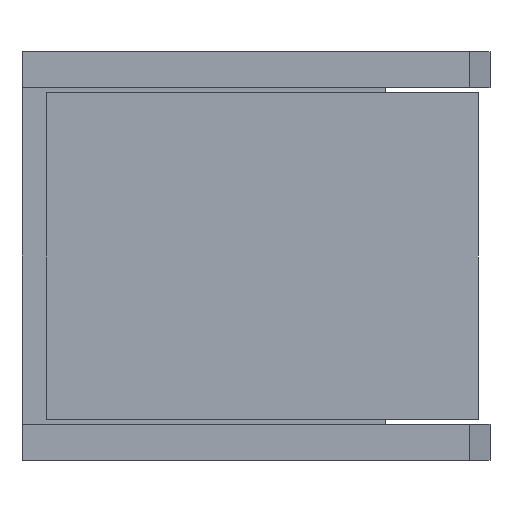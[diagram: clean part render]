
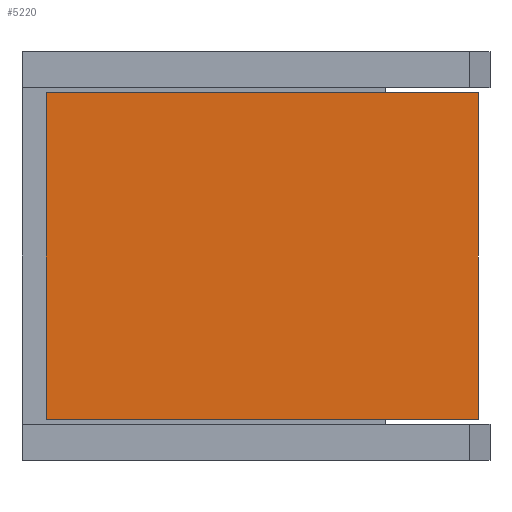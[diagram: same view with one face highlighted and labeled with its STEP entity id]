
A CAD part, front view. The second image highlights one B-rep face of the part: STEP entity #5220.
In plain terms, the highlighted face is planar.
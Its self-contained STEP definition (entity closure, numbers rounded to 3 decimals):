
#1000=CARTESIAN_POINT('',(81.021,66.72,
-11.365));
#1010=DIRECTION('',(1.,0.,0.));
#1020=VECTOR('',#1010,1.);
#1030=LINE('',#1000,#1020);
#1040=CARTESIAN_POINT('',(73.021,66.72,
-11.365));
#1050=VERTEX_POINT('',#1040);
#1060=CARTESIAN_POINT('',(91.021,66.72,
-11.365));
#1070=VERTEX_POINT('',#1060);
#1080=EDGE_CURVE('',#1050,#1070,#1030,.T.);
#2900=CARTESIAN_POINT('',(73.021,80.32,
-11.365));
#2910=VERTEX_POINT('',#2900);
#2940=CARTESIAN_POINT('',(81.021,80.32,
-11.365));
#2950=DIRECTION('',(-1.,0.,0.));
#2960=VECTOR('',#2950,1.);
#2970=LINE('',#2940,#2960);
#2980=CARTESIAN_POINT('',(91.021,80.32,
-11.365));
#2990=VERTEX_POINT('',#2980);
#3000=EDGE_CURVE('',#2990,#2910,#2970,.T.);
#4870=CARTESIAN_POINT('',(91.021,73.52,
-11.365));
#4880=DIRECTION('',(0.,1.,0.));
#4890=VECTOR('',#4880,1.);
#4900=LINE('',#4870,#4890);
#4910=EDGE_CURVE('',#1070,#2990,#4900,.T.);
#5060=CARTESIAN_POINT('',(91.021,77.516,
-11.365));
#5070=DIRECTION('',(-0.,0.,-1.));
#5080=DIRECTION('',(0.,-1.,0.));
#5090=AXIS2_PLACEMENT_3D('',#5060,#5070,#5080);
#5100=PLANE('',#5090);
#5110=ORIENTED_EDGE('',*,*,#3000,.F.);
#5120=CARTESIAN_POINT('',(73.021,73.52,
-11.365));
#5130=DIRECTION('',(0.,1.,0.));
#5140=VECTOR('',#5130,1.);
#5150=LINE('',#5120,#5140);
#5160=EDGE_CURVE('',#1050,#2910,#5150,.T.);
#5170=ORIENTED_EDGE('',*,*,#5160,.T.);
#5180=ORIENTED_EDGE('',*,*,#1080,.F.);
#5190=ORIENTED_EDGE('',*,*,#4910,.F.);
#5200=EDGE_LOOP('',(#5190,#5180,#5170,#5110));
#5210=FACE_OUTER_BOUND('',#5200,.T.);
#5220=ADVANCED_FACE('',(#5210),#5100,.T.);
